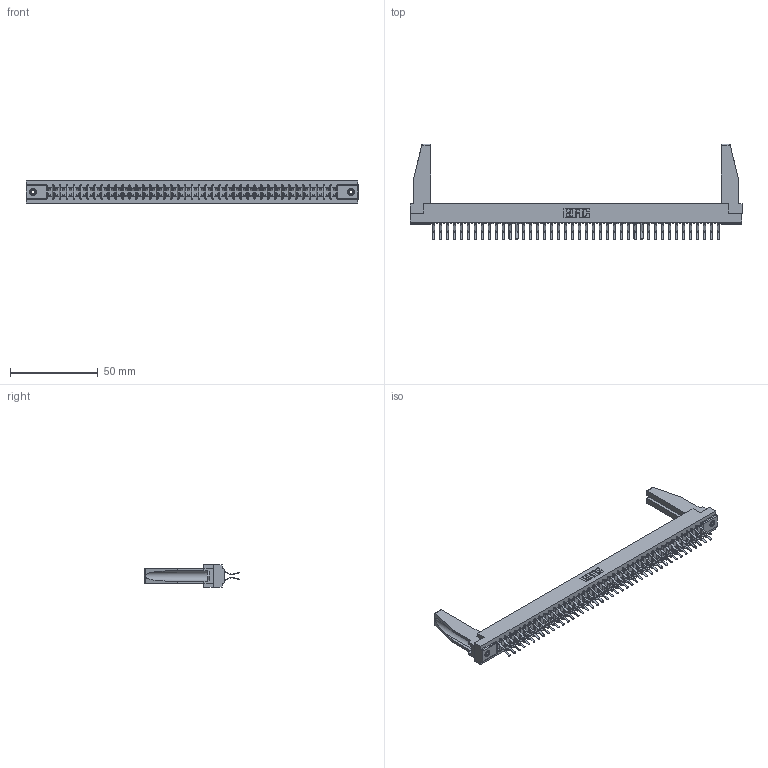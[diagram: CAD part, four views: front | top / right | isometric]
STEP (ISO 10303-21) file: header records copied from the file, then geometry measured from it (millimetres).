
FILE_DESCRIPTION (( 'STEP AP203' ), '1' );
FILE_NAME ('307-084-460-278.STEP', '2020-10-01T13:23:46', ( '' ), ( '' ), 'SwSTEP 2.0', 'SolidWorks 2020', '' );
FILE_SCHEMA (( 'CONFIG_CONTROL_DESIGN' ));
Length unit declared in the file: inch
Products named in the file (5): 307-220-078; 345-250-001_345-250-001-102; 307-290-001_560; 307-084-460-278; 307 Part_.156 Dia Mounting Holes
Assembly tree (89 placements, depth 2):
  307-084-460-278
    307 Part_.156 Dia Mounting Holes
    307-290-001_560  x84
    307-220-078  x2
    345-250-001_345-250-001-102  x2
Bounding box: 189.43 x 54.43 x 12.7 mm (x, y, z)
Volume: 24242 mm3; surface area: 29165.7 mm2
Topology: 89 solids, 89 shells, 4491 faces, 12581 edges, 8150 vertices
Faces by surface type: plane 2926, cylinder 1463, sphere 86, cone 12, torus 4
Entity records: 39893 total; most frequent: CARTESIAN_POINT 6536, ORIENTED_EDGE 6436, DIRECTION 6356, EDGE_CURVE 3218, VECTOR 2472, LINE 2472, VERTEX_POINT 2080, AXIS2_PLACEMENT_3D 1942
